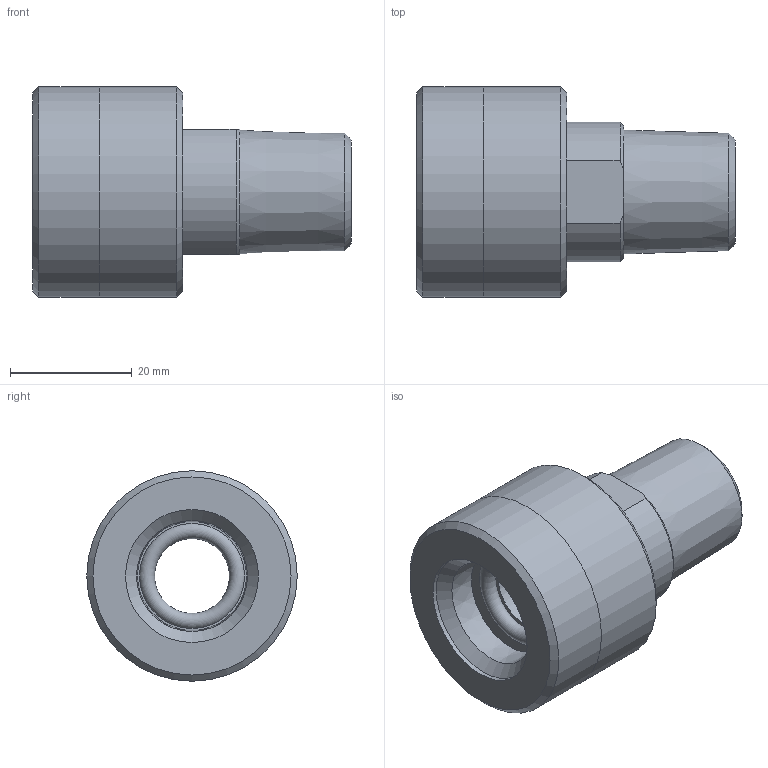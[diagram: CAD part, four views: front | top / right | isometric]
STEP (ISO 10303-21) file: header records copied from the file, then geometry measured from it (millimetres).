
FILE_DESCRIPTION(/* description */ (''),/* implementation_level */ '2;1');
FILE_NAME(/* name */ 'METH-081082.stp',/* time_stamp */ '2017-04-17T09:07:07-05:00',/* author */ ('scottg'),/* organization */ ('FasTest,Inc.'),/* preprocessor_version */ 'ST-DEVELOPER v16.1',/* originating_system */ 'Autodesk Inventor 2016',/* authorisation */ '');
FILE_SCHEMA (('AUTOMOTIVE_DESIGN { 1 0 10303 214 3 1 1 }'));
Length unit declared in the file: inch
Products named in the file (1): METH-081082
Bounding box: 52.3 x 34.54 x 34.54 mm (x, y, z)
Volume: 23770.6 mm3; surface area: 8996.8 mm2
Topology: 1 solids, 1 shells, 25 faces, 49 edges, 31 vertices
Faces by surface type: plane 9, cone 8, cylinder 7, torus 1
Full cylindrical faces by diameter (mm): 12.7 x1, 21.844 x1, 28.626 x1, 34.544 x2
Entity records: 641 total; most frequent: DIRECTION 108, CARTESIAN_POINT 100, ORIENTED_EDGE 72, AXIS2_PLACEMENT_3D 50, EDGE_LOOP 44, EDGE_CURVE 36, VERTEX_POINT 30, FACE_OUTER_BOUND 25
